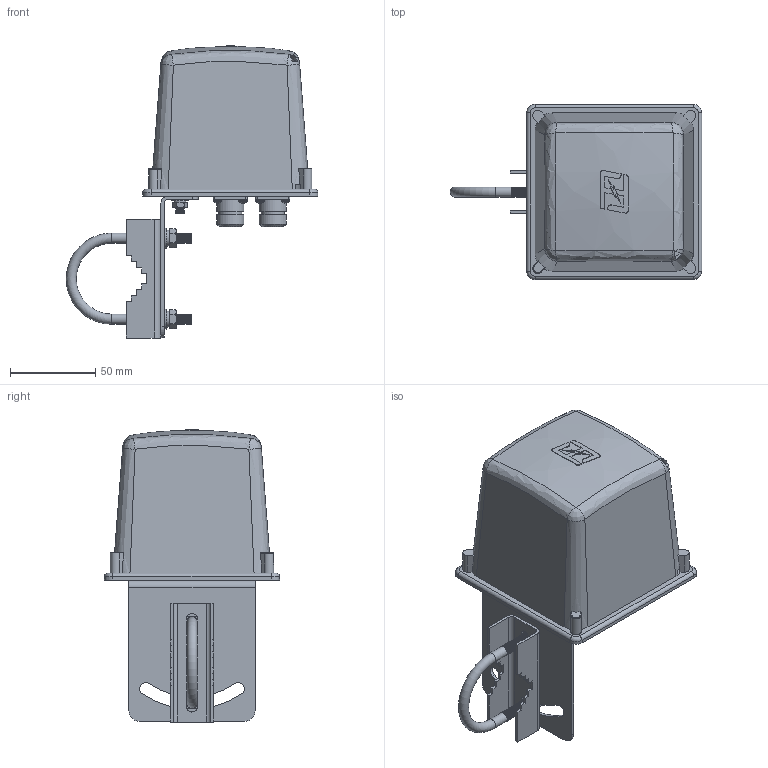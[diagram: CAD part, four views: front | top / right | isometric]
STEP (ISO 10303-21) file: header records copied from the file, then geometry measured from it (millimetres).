
FILE_DESCRIPTION (( 'STEP AP214' ), '1' );
FILE_NAME ('HG2458-10DP_3D.STEP', '2022-10-19T17:39:19', ( '' ), ( '' ), 'SwSTEP 2.0', 'SolidWorks 2021', '' );
FILE_SCHEMA (( 'AUTOMOTIVE_DESIGN' ));
Length unit declared in the file: millimetre
Products named in the file (10): HG2458-10DP_3MX10Screw; HG2458-10DP_Plate; HG2458-10DP_STUD; HG2458-10DP_Radome; HG2458-10DP_U-bolt; HG2458-10DP_Plate Screw; HG2458-10DP_Bracket; HG2458-10DP_Stud Hardware; HG2458-10DP_NF CON; HG2458-10DP_3D
Assembly tree (22 placements, depth 2):
  HG2458-10DP_3D
    HG2458-10DP_Radome
    HG2458-10DP_Plate
    HG2458-10DP_NF CON  x2
    HG2458-10DP_3MX10Screw  x8
    HG2458-10DP_Plate Screw  x4
    HG2458-10DP_STUD  x2
    HG2458-10DP_Bracket
    HG2458-10DP_Stud Hardware  x2
    HG2458-10DP_U-bolt
Bounding box: 147.97 x 103 x 171.8 mm (x, y, z)
Volume: 103480.3 mm3; surface area: 128566.6 mm2
Topology: 27 solids, 27 shells, 1356 faces, 3047 edges, 1808 vertices
Faces by surface type: cone 634, plane 453, cylinder 141, bspline 89, torus 31, sphere 8
Full cylindrical faces by diameter (mm): 1.987 x2, 2.5 x2, 3 x12, 3.2 x20, 3.5 x2, 4.064 x2, 4.2 x4, 5 x10, 5.08 x2, 5.381 x2, 5.562 x2, 5.799 x4, 5.944 x2, 6.375 x2, 6.553 x2, 7.163 x1, 7.315 x2, 8.5 x2, 9.525 x2, 9.652 x2, 10 x2, 11.836 x2, 12 x2, 13.5 x2, 16 x4
Entity records: 25113 total; most frequent: CARTESIAN_POINT 8834, DIRECTION 3047, ORIENTED_EDGE 2906, EDGE_CURVE 1453, EDGE_LOOP 1236, AXIS2_PLACEMENT_3D 1230, VERTEX_POINT 1099, FACE_OUTER_BOUND 840
